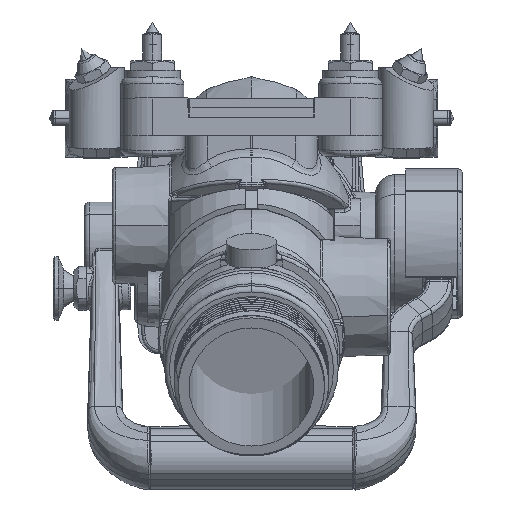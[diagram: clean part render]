
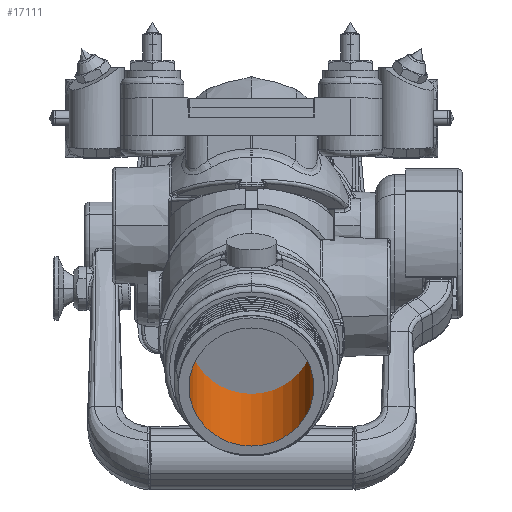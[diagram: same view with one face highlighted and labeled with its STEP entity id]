
A CAD part, top view. The second image highlights one B-rep face of the part: STEP entity #17111.
In plain terms, the highlighted cylindrical face has radius 31.369 mm (diameter 62.738 mm), a partial arc.
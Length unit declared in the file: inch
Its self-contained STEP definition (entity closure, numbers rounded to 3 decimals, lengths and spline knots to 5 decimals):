
#10776 = AXIS2_PLACEMENT_3D ( 'NONE', #46742, #46722, #46665 ) ;
#11442 = AXIS2_PLACEMENT_3D ( 'NONE', #52045, #52123, #52125 ) ;
#11443 = AXIS2_PLACEMENT_3D ( 'NONE', #52117, #52129, #52130 ) ;
#17111 = ADVANCED_FACE ( 'NONE', ( #119484 ), #119486, .F. ) ;
#31633 = ORIENTED_EDGE ( 'NONE', *, *, #40994, .F. ) ;
#31634 = ORIENTED_EDGE ( 'NONE', *, *, #41253, .T. ) ;
#31635 = ORIENTED_EDGE ( 'NONE', *, *, #40998, .T. ) ;
#31636 = ORIENTED_EDGE ( 'NONE', *, *, #41255, .F. ) ;
#33181 = EDGE_LOOP ( 'NONE', ( #31633, #31634, #31635, #31636 ) ) ;
#40994 = EDGE_CURVE ( 'NONE', #126887, #126876, #100145, .T. ) ;
#40998 = EDGE_CURVE ( 'NONE', #126885, #126874, #100141, .T. ) ;
#41253 = EDGE_CURVE ( 'NONE', #126887, #126885, #100303, .T. ) ;
#41255 = EDGE_CURVE ( 'NONE', #126876, #126874, #100306, .T. ) ;
#46665 = DIRECTION ( 'NONE',  ( 0., -1., 0. ) ) ;
#46722 = DIRECTION ( 'NONE',  ( 0., 0., 1. ) ) ;
#46742 = CARTESIAN_POINT ( 'NONE',  ( 0., 0., -2.88695 ) ) ;
#52045 = CARTESIAN_POINT ( 'NONE',  ( 0., 0., -2.88695 ) ) ;
#52117 = CARTESIAN_POINT ( 'NONE',  ( 0., 0., 1.05459 ) ) ;
#52123 = DIRECTION ( 'NONE',  ( 0., 0., -1. ) ) ;
#52125 = DIRECTION ( 'NONE',  ( 0., -1., 0. ) ) ;
#52129 = DIRECTION ( 'NONE',  ( 0., 0., -1. ) ) ;
#52130 = DIRECTION ( 'NONE',  ( 0., 1., 0. ) ) ;
#72599 = CARTESIAN_POINT ( 'NONE',  ( 0., 1.235, -2.88695 ) ) ;
#72618 = DIRECTION ( 'NONE',  ( 0., 0., 1. ) ) ;
#72622 = CARTESIAN_POINT ( 'NONE',  ( 0., -1.235, -2.88695 ) ) ;
#72623 = DIRECTION ( 'NONE',  ( 0., 0., 1. ) ) ;
#100134 = VECTOR ( 'NONE', #72623, 39.37008 ) ;
#100141 = LINE ( 'NONE', #72622, #100134 ) ;
#100145 = LINE ( 'NONE', #72599, #100147 ) ;
#100147 = VECTOR ( 'NONE', #72618, 39.37008 ) ;
#100303 = CIRCLE ( 'NONE', #11442, 1.235 ) ;
#100306 = CIRCLE ( 'NONE', #11443, 1.235 ) ;
#110406 = CARTESIAN_POINT ( 'NONE',  ( 0., -1.235, 1.05459 ) ) ;
#110407 = CARTESIAN_POINT ( 'NONE',  ( 0., 1.235, 1.05459 ) ) ;
#110412 = CARTESIAN_POINT ( 'NONE',  ( 0., -1.235, -2.88695 ) ) ;
#110413 = CARTESIAN_POINT ( 'NONE',  ( 0., 1.235, -2.88695 ) ) ;
#119484 = FACE_OUTER_BOUND ( 'NONE', #33181, .T. ) ;
#119486 = CYLINDRICAL_SURFACE ( 'NONE', #10776, 1.235 ) ;
#126874 = VERTEX_POINT ( 'NONE', #110406 ) ;
#126876 = VERTEX_POINT ( 'NONE', #110407 ) ;
#126885 = VERTEX_POINT ( 'NONE', #110412 ) ;
#126887 = VERTEX_POINT ( 'NONE', #110413 ) ;
